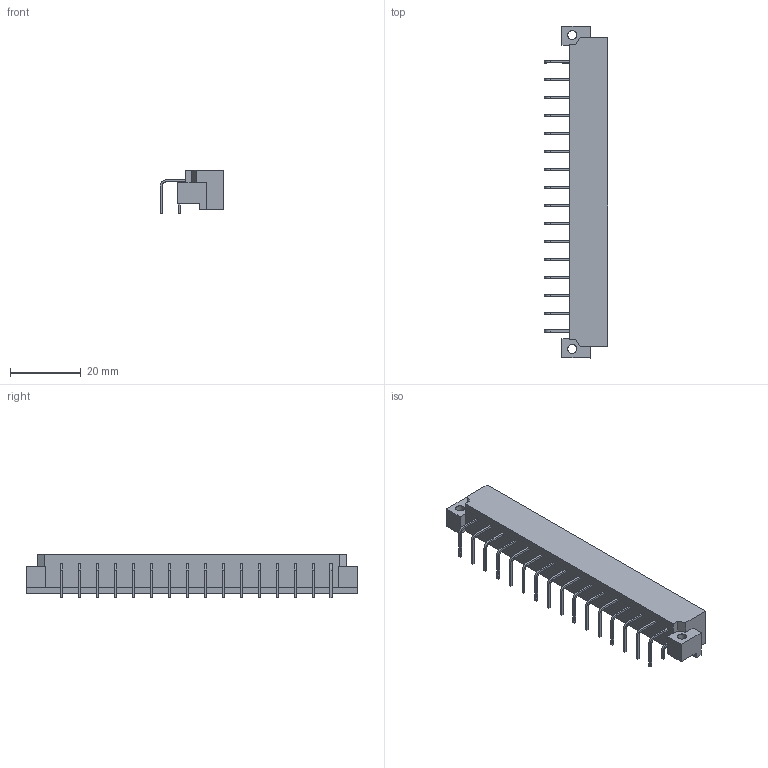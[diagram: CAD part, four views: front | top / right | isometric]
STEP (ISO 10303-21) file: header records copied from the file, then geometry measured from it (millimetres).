
FILE_DESCRIPTION((''),'2;1');
FILE_NAME('HARTING_09 04 132 2921.stp','2010-09-02T17:29:53',(''),(''),'Mechanical Desktop 2010','Mechanical Desktop 2010',', , ');
FILE_SCHEMA(('AUTOMOTIVE_DESIGN { 1 2 10303 214 1 1 1 1 }'));
Length unit declared in the file: millimetre
Products named in the file (1): Product
Bounding box: 18.02 x 94 x 12.4 mm (x, y, z)
Volume: 5735.4 mm3; surface area: 7023 mm2
Topology: 33 solids, 33 shells, 409 faces, 998 edges, 666 vertices
Faces by surface type: plane 296, cylinder 64, bspline 49
Entity records: 11830 total; most frequent: CARTESIAN_POINT 2431, ORIENTED_EDGE 1992, DIRECTION 1716, EDGE_CURVE 996, VECTOR 738, LINE 738, VERTEX_POINT 662, AXIS2_PLACEMENT_3D 489
